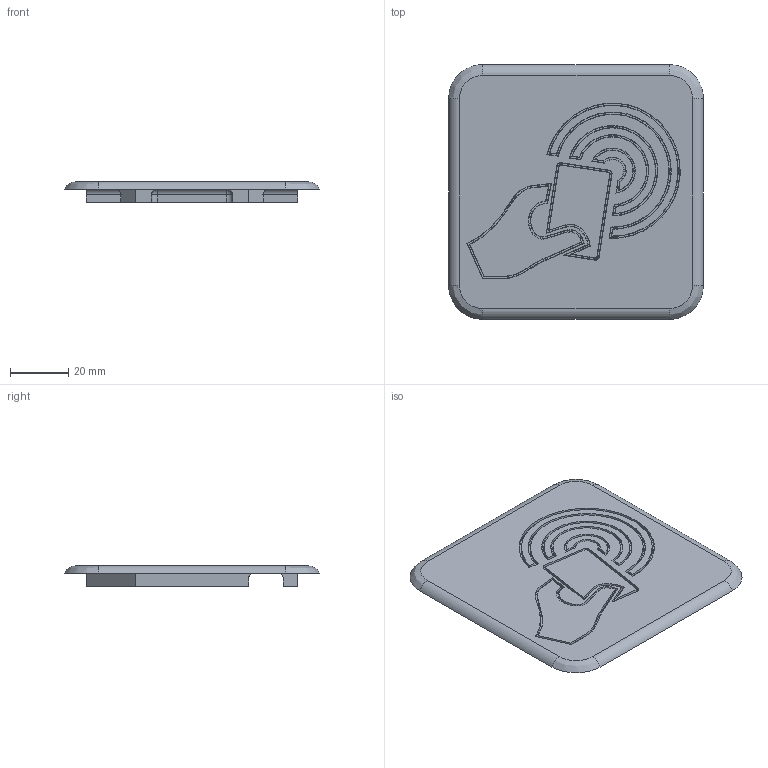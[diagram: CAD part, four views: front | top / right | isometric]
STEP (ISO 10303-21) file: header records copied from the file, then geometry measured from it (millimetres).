
FILE_DESCRIPTION (( 'STEP AP214' ), '1' );
FILE_NAME ('Cache rc 522 V2 .STEP', '2021-06-17T06:24:20', ( '' ), ( '' ), 'SwSTEP 2.0', 'SolidWorks 2020', '' );
FILE_SCHEMA (( 'AUTOMOTIVE_DESIGN' ));
Length unit declared in the file: millimetre
Products named in the file (1): Cache rc 522 V2 
Bounding box: 87.73 x 87.73 x 7 mm (x, y, z)
Volume: 30654.3 mm3; surface area: 17997.1 mm2
Topology: 1 solids, 1 shells, 134 faces, 321 edges, 208 vertices
Faces by surface type: plane 71, cylinder 27, cone 18, bspline 12, torus 4, sphere 2
Full cylindrical faces by diameter (mm): 2.5 x4, 3.5 x4
Entity records: 5037 total; most frequent: CARTESIAN_POINT 2012, ORIENTED_EDGE 622, DIRECTION 583, EDGE_CURVE 311, AXIS2_PLACEMENT_3D 215, VERTEX_POINT 208, EDGE_LOOP 163, VECTOR 153
